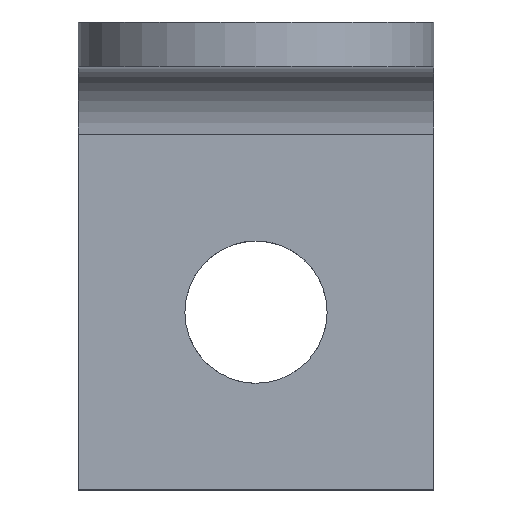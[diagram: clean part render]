
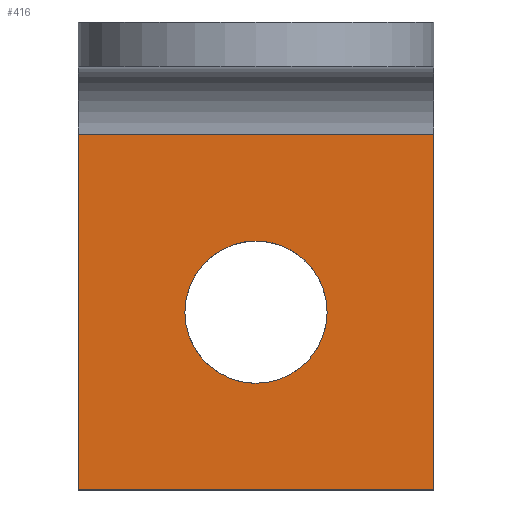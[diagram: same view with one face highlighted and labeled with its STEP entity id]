
A CAD part, top view. The second image highlights one B-rep face of the part: STEP entity #416.
In plain terms, the highlighted planar face has unit normal (0, 0, 1).
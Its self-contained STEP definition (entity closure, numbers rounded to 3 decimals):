
#200=CARTESIAN_POINT('Vertex',(16.,16.,2.)) ;
#303=CARTESIAN_POINT('Vertex',(0.,16.,2.)) ;
#323=CARTESIAN_POINT('Line Origine',(8.,16.,2.)) ;
#340=CARTESIAN_POINT('Axis2P3D Location',(0.,0.,2.)) ;
#345=CARTESIAN_POINT('Line Origine',(0.,8.,2.)) ;
#349=CARTESIAN_POINT('Vertex',(0.,0.,2.)) ;
#352=CARTESIAN_POINT('Line Origine',(8.,0.,2.)) ;
#356=CARTESIAN_POINT('Vertex',(16.,0.,2.)) ;
#359=CARTESIAN_POINT('Line Origine',(16.,8.,2.)) ;
#371=CARTESIAN_POINT('Control Point',(8.,11.2,2.)) ;
#372=CARTESIAN_POINT('Control Point',(6.995,11.2,2.)) ;
#373=CARTESIAN_POINT('Control Point',(5.988,10.806,2.)) ;
#374=CARTESIAN_POINT('Control Point',(5.194,10.012,2.)) ;
#375=CARTESIAN_POINT('Control Point',(4.8,9.005,2.)) ;
#376=CARTESIAN_POINT('Control Point',(4.8,8.,2.)) ;
#377=CARTESIAN_POINT('Vertex',(4.8,8.,2.)) ;
#379=CARTESIAN_POINT('Vertex',(8.,11.2,2.)) ;
#383=CARTESIAN_POINT('Control Point',(11.2,8.,2.)) ;
#384=CARTESIAN_POINT('Control Point',(11.2,9.005,2.)) ;
#385=CARTESIAN_POINT('Control Point',(10.806,10.012,2.)) ;
#386=CARTESIAN_POINT('Control Point',(10.012,10.806,2.)) ;
#387=CARTESIAN_POINT('Control Point',(9.005,11.2,2.)) ;
#388=CARTESIAN_POINT('Control Point',(8.,11.2,2.)) ;
#389=CARTESIAN_POINT('Vertex',(11.2,8.,2.)) ;
#393=CARTESIAN_POINT('Control Point',(8.,4.8,2.)) ;
#394=CARTESIAN_POINT('Control Point',(9.005,4.8,2.)) ;
#395=CARTESIAN_POINT('Control Point',(10.012,5.194,2.)) ;
#396=CARTESIAN_POINT('Control Point',(10.806,5.988,2.)) ;
#397=CARTESIAN_POINT('Control Point',(11.2,6.995,2.)) ;
#398=CARTESIAN_POINT('Control Point',(11.2,8.,2.)) ;
#399=CARTESIAN_POINT('Vertex',(8.,4.8,2.)) ;
#403=CARTESIAN_POINT('Control Point',(4.8,8.,2.)) ;
#404=CARTESIAN_POINT('Control Point',(4.8,6.995,2.)) ;
#405=CARTESIAN_POINT('Control Point',(5.194,5.988,2.)) ;
#406=CARTESIAN_POINT('Control Point',(5.988,5.194,2.)) ;
#407=CARTESIAN_POINT('Control Point',(6.995,4.8,2.)) ;
#408=CARTESIAN_POINT('Control Point',(8.,4.8,2.)) ;
#325=VECTOR('Line Direction',#324,1.) ;
#347=VECTOR('Line Direction',#346,1.) ;
#354=VECTOR('Line Direction',#353,1.) ;
#361=VECTOR('Line Direction',#360,1.) ;
#324=DIRECTION('Vector Direction',(1.,0.,0.)) ;
#341=DIRECTION('Axis2P3D Direction',(0.,0.,1.)) ;
#342=DIRECTION('Axis2P3D XDirection',(1.,0.,0.)) ;
#346=DIRECTION('Vector Direction',(0.,1.,0.)) ;
#353=DIRECTION('Vector Direction',(1.,0.,0.)) ;
#360=DIRECTION('Vector Direction',(0.,1.,0.)) ;
#343=AXIS2_PLACEMENT_3D('Plane Axis2P3D',#340,#341,#342) ;
#326=LINE('Line',#323,#325) ;
#348=LINE('Line',#345,#347) ;
#355=LINE('Line',#352,#354) ;
#362=LINE('Line',#359,#361) ;
#344=PLANE('',#343) ;
#415=FACE_BOUND('',#410,.T.) ;
#327=EDGE_CURVE('',#201,#304,#326,.F.) ;
#351=EDGE_CURVE('',#350,#304,#348,.T.) ;
#358=EDGE_CURVE('',#350,#357,#355,.T.) ;
#363=EDGE_CURVE('',#357,#201,#362,.T.) ;
#381=EDGE_CURVE('',#378,#380,#370,.F.) ;
#391=EDGE_CURVE('',#390,#380,#382,.T.) ;
#401=EDGE_CURVE('',#400,#390,#392,.T.) ;
#409=EDGE_CURVE('',#400,#378,#402,.F.) ;
#365=ORIENTED_EDGE('',*,*,#351,.F.) ;
#366=ORIENTED_EDGE('',*,*,#358,.T.) ;
#367=ORIENTED_EDGE('',*,*,#363,.T.) ;
#368=ORIENTED_EDGE('',*,*,#327,.T.) ;
#411=ORIENTED_EDGE('',*,*,#381,.T.) ;
#412=ORIENTED_EDGE('',*,*,#391,.F.) ;
#413=ORIENTED_EDGE('',*,*,#401,.F.) ;
#414=ORIENTED_EDGE('',*,*,#409,.T.) ;
#364=EDGE_LOOP('',(#365,#366,#367,#368)) ;
#410=EDGE_LOOP('',(#411,#412,#413,#414)) ;
#201=VERTEX_POINT('',#200) ;
#304=VERTEX_POINT('',#303) ;
#350=VERTEX_POINT('',#349) ;
#357=VERTEX_POINT('',#356) ;
#378=VERTEX_POINT('',#377) ;
#380=VERTEX_POINT('',#379) ;
#390=VERTEX_POINT('',#389) ;
#400=VERTEX_POINT('',#399) ;
#416=ADVANCED_FACE('Corps principal',(#369,#415),#344,.T.) ;
#370=B_SPLINE_CURVE_WITH_KNOTS('',5,(#371,#372,#373,#374,#375,#376),.UNSPECIFIED.,.F.,.U.,(6,6),(5.027,10.053),.UNSPECIFIED.) ;
#382=B_SPLINE_CURVE_WITH_KNOTS('',5,(#383,#384,#385,#386,#387,#388),.UNSPECIFIED.,.F.,.U.,(6,6),(0.,5.027),.UNSPECIFIED.) ;
#392=B_SPLINE_CURVE_WITH_KNOTS('',5,(#393,#394,#395,#396,#397,#398),.UNSPECIFIED.,.F.,.U.,(6,6),(15.08,20.106),.UNSPECIFIED.) ;
#402=B_SPLINE_CURVE_WITH_KNOTS('',5,(#403,#404,#405,#406,#407,#408),.UNSPECIFIED.,.F.,.U.,(6,6),(10.053,15.08),.UNSPECIFIED.) ;
#369=FACE_OUTER_BOUND('',#364,.T.) ;
